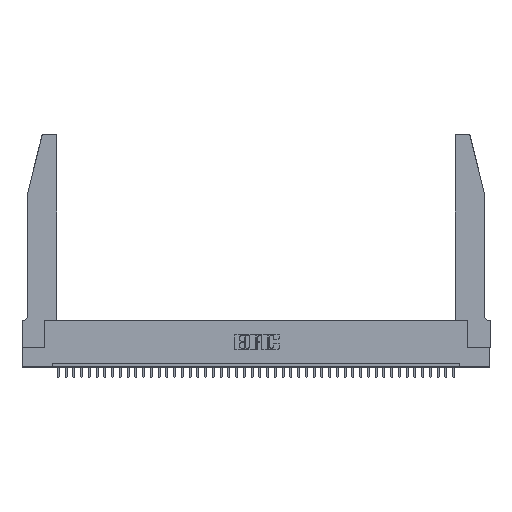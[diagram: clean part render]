
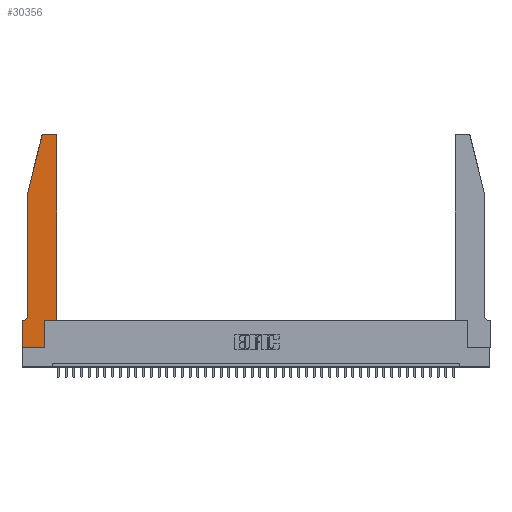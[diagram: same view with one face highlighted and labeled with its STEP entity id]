
A CAD part, top view. The second image highlights one B-rep face of the part: STEP entity #30356.
In plain terms, the highlighted planar face has unit normal (0, 0, 1).
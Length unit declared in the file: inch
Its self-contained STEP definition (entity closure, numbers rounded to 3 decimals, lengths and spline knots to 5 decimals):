
#2631 = DIRECTION ( 'NONE',  ( -1., 0., 0. ) ) ;
#2702 = EDGE_CURVE ( 'NONE', #10921, #33885, #7509, .T. ) ;
#2845 = ORIENTED_EDGE ( 'NONE', *, *, #32477, .T. ) ;
#2877 = VECTOR ( 'NONE', #14411, 39.37008 ) ;
#4263 = ORIENTED_EDGE ( 'NONE', *, *, #27946, .T. ) ;
#4870 = ORIENTED_EDGE ( 'NONE', *, *, #21975, .T. ) ;
#4935 = CARTESIAN_POINT ( 'NONE',  ( 0.0755, 0.35, 0.37 ) ) ;
#5101 = VECTOR ( 'NONE', #25862, 39.37008 ) ;
#5790 = VERTEX_POINT ( 'NONE', #31179 ) ;
#5829 = VERTEX_POINT ( 'NONE', #31602 ) ;
#6087 = CARTESIAN_POINT ( 'NONE',  ( 0.0755, 2., 0.37 ) ) ;
#6121 = PLANE ( 'NONE',  #36140 ) ;
#6167 = EDGE_CURVE ( 'NONE', #5790, #11000, #14432, .T. ) ;
#6192 = CARTESIAN_POINT ( 'NONE',  ( 0.25487, 2.72718, 0.37 ) ) ;
#6266 = DIRECTION ( 'NONE',  ( 1., 0., 0. ) ) ;
#7509 = LINE ( 'NONE', #19140, #31616 ) ;
#7538 = CARTESIAN_POINT ( 'NONE',  ( 0.4505, 0.35, 0.37 ) ) ;
#7647 = AXIS2_PLACEMENT_3D ( 'NONE', #32047, #12417, #35338 ) ;
#7715 = DIRECTION ( 'NONE',  ( 0., -1., 0. ) ) ;
#8655 = CARTESIAN_POINT ( 'NONE',  ( 0.0755, 2., 0.37 ) ) ;
#9161 = CARTESIAN_POINT ( 'NONE',  ( 0.2865, 0., 0.37 ) ) ;
#9388 = DIRECTION ( 'NONE',  ( 0., 0., 1. ) ) ;
#10067 = CARTESIAN_POINT ( 'NONE',  ( 0.4505, 0.35, 0.37 ) ) ;
#10114 = CARTESIAN_POINT ( 'NONE',  ( 0.284, 2.75, 0.37 ) ) ;
#10750 = LINE ( 'NONE', #6087, #5101 ) ;
#10921 = VERTEX_POINT ( 'NONE', #22648 ) ;
#11000 = VERTEX_POINT ( 'NONE', #24375 ) ;
#11023 = CARTESIAN_POINT ( 'NONE',  ( 0.2865, 0.35, 0.37 ) ) ;
#11159 = LINE ( 'NONE', #4935, #30161 ) ;
#11688 = LINE ( 'NONE', #7538, #31672 ) ;
#11740 = EDGE_CURVE ( 'NONE', #19700, #20374, #11688, .T. ) ;
#11886 = EDGE_CURVE ( 'NONE', #11000, #40385, #11159, .T. ) ;
#12051 = LINE ( 'NONE', #33799, #30539 ) ;
#12417 = DIRECTION ( 'NONE',  ( 0., 0., 1. ) ) ;
#12546 = CARTESIAN_POINT ( 'NONE',  ( 0.0755, 2., 0.37 ) ) ;
#12698 = VECTOR ( 'NONE', #15123, 39.37008 ) ;
#12709 = DIRECTION ( 'NONE',  ( 0., 0., 1. ) ) ;
#13047 = EDGE_CURVE ( 'NONE', #40385, #5829, #12051, .T. ) ;
#14124 = ORIENTED_EDGE ( 'NONE', *, *, #21142, .T. ) ;
#14411 = DIRECTION ( 'NONE',  ( 0., 1., 0. ) ) ;
#14432 = CIRCLE ( 'NONE', #32706, 0.07 ) ;
#14555 = DIRECTION ( 'NONE',  ( -1., 0., 0. ) ) ;
#14560 = CARTESIAN_POINT ( 'NONE',  ( 0.2865, 0.35, 0.37 ) ) ;
#15123 = DIRECTION ( 'NONE',  ( -0.239, -0.971, 0. ) ) ;
#15978 = DIRECTION ( 'NONE',  ( 1., 0., 0. ) ) ;
#16903 = CARTESIAN_POINT ( 'NONE',  ( 0.4505, 2.72, 0.37 ) ) ;
#17143 = ORIENTED_EDGE ( 'NONE', *, *, #6167, .T. ) ;
#17299 = EDGE_CURVE ( 'NONE', #33885, #23312, #36174, .T. ) ;
#18917 = ORIENTED_EDGE ( 'NONE', *, *, #2702, .T. ) ;
#19140 = CARTESIAN_POINT ( 'NONE',  ( 0.2605, 2.75, 0.37 ) ) ;
#19700 = VERTEX_POINT ( 'NONE', #28581 ) ;
#20227 = CARTESIAN_POINT ( 'NONE',  ( 0., 0., 0.37 ) ) ;
#20374 = VERTEX_POINT ( 'NONE', #16903 ) ;
#20920 = DIRECTION ( 'NONE',  ( -1., 0., 0. ) ) ;
#21142 = EDGE_CURVE ( 'NONE', #28894, #31975, #22861, .T. ) ;
#21347 = DIRECTION ( 'NONE',  ( 0., 0., -1. ) ) ;
#21975 = EDGE_CURVE ( 'NONE', #5829, #28894, #24847, .T. ) ;
#22648 = CARTESIAN_POINT ( 'NONE',  ( 0.4205, 2.75, 0.37 ) ) ;
#22861 = LINE ( 'NONE', #14560, #2877 ) ;
#23312 = VERTEX_POINT ( 'NONE', #6192 ) ;
#23782 = EDGE_LOOP ( 'NONE', ( #18917, #27210, #4263, #41666, #17143, #40064, #25766, #4870, #14124, #25843, #33710, #2845 ) ) ;
#24375 = CARTESIAN_POINT ( 'NONE',  ( 0.0055, 0.35, 0.37 ) ) ;
#24694 = FACE_OUTER_BOUND ( 'NONE', #23782, .T. ) ;
#24776 = CARTESIAN_POINT ( 'NONE',  ( 0.0055, 0.42, 0.37 ) ) ;
#24847 = LINE ( 'NONE', #20227, #33034 ) ;
#25766 = ORIENTED_EDGE ( 'NONE', *, *, #13047, .T. ) ;
#25843 = ORIENTED_EDGE ( 'NONE', *, *, #41375, .T. ) ;
#25862 = DIRECTION ( 'NONE',  ( 0., -1., 0. ) ) ;
#26029 = LINE ( 'NONE', #8655, #12698 ) ;
#27162 = EDGE_CURVE ( 'NONE', #42570, #5790, #10750, .T. ) ;
#27210 = ORIENTED_EDGE ( 'NONE', *, *, #17299, .T. ) ;
#27331 = DIRECTION ( 'NONE',  ( 0., 1., 0. ) ) ;
#27946 = EDGE_CURVE ( 'NONE', #23312, #42570, #26029, .T. ) ;
#28020 = VECTOR ( 'NONE', #32988, 39.37008 ) ;
#28581 = CARTESIAN_POINT ( 'NONE',  ( 0.4505, 0.35, 0.37 ) ) ;
#28894 = VERTEX_POINT ( 'NONE', #9161 ) ;
#29055 = CARTESIAN_POINT ( 'NONE',  ( 0.284, 2.72, 0.37 ) ) ;
#29082 = CARTESIAN_POINT ( 'NONE',  ( 0., 0.35, 0.37 ) ) ;
#29699 = CIRCLE ( 'NONE', #7647, 0.03 ) ;
#30161 = VECTOR ( 'NONE', #14555, 39.37008 ) ;
#30356 = ADVANCED_FACE ( 'NONE', ( #24694 ), #6121, .T. ) ;
#30364 = CARTESIAN_POINT ( 'NONE',  ( 0., 0.35, 0.37 ) ) ;
#30539 = VECTOR ( 'NONE', #7715, 39.37008 ) ;
#31179 = CARTESIAN_POINT ( 'NONE',  ( 0.0755, 0.42, 0.37 ) ) ;
#31602 = CARTESIAN_POINT ( 'NONE',  ( 0., 0., 0.37 ) ) ;
#31616 = VECTOR ( 'NONE', #2631, 39.37008 ) ;
#31672 = VECTOR ( 'NONE', #27331, 39.37008 ) ;
#31975 = VERTEX_POINT ( 'NONE', #11023 ) ;
#32047 = CARTESIAN_POINT ( 'NONE',  ( 0.4205, 2.72, 0.37 ) ) ;
#32477 = EDGE_CURVE ( 'NONE', #20374, #10921, #29699, .T. ) ;
#32706 = AXIS2_PLACEMENT_3D ( 'NONE', #24776, #21347, #20920 ) ;
#32988 = DIRECTION ( 'NONE',  ( 1., 0., 0. ) ) ;
#33034 = VECTOR ( 'NONE', #33530, 39.37008 ) ;
#33530 = DIRECTION ( 'NONE',  ( 1., 0., 0. ) ) ;
#33710 = ORIENTED_EDGE ( 'NONE', *, *, #11740, .T. ) ;
#33799 = CARTESIAN_POINT ( 'NONE',  ( 0., 0., 0.37 ) ) ;
#33885 = VERTEX_POINT ( 'NONE', #10114 ) ;
#35338 = DIRECTION ( 'NONE',  ( 1., 0., 0. ) ) ;
#35659 = LINE ( 'NONE', #10067, #28020 ) ;
#36140 = AXIS2_PLACEMENT_3D ( 'NONE', #29082, #12709, #6266 ) ;
#36174 = CIRCLE ( 'NONE', #38932, 0.03 ) ;
#38932 = AXIS2_PLACEMENT_3D ( 'NONE', #29055, #9388, #15978 ) ;
#40064 = ORIENTED_EDGE ( 'NONE', *, *, #11886, .T. ) ;
#40385 = VERTEX_POINT ( 'NONE', #30364 ) ;
#41375 = EDGE_CURVE ( 'NONE', #31975, #19700, #35659, .T. ) ;
#41666 = ORIENTED_EDGE ( 'NONE', *, *, #27162, .T. ) ;
#42570 = VERTEX_POINT ( 'NONE', #12546 ) ;
